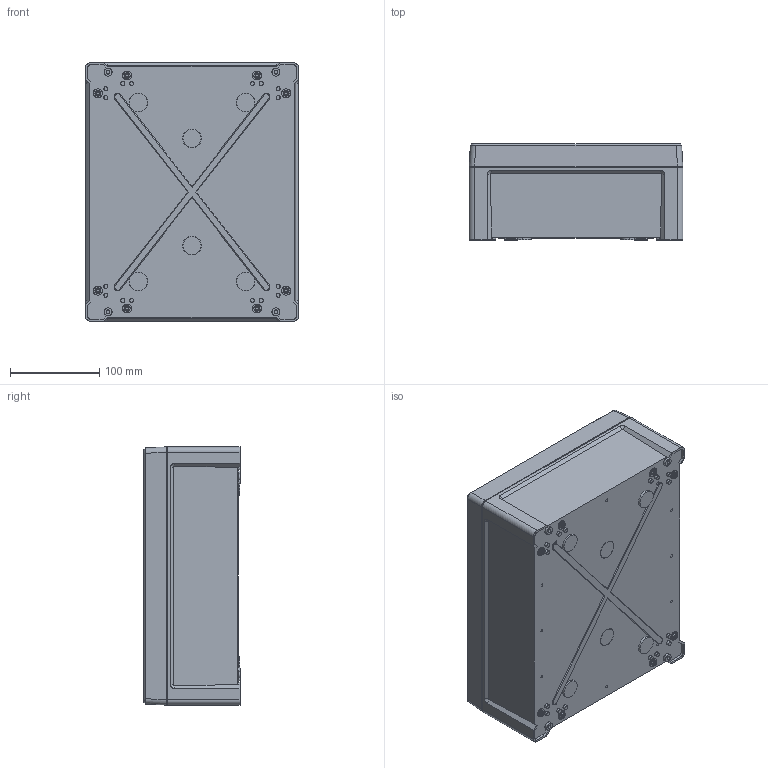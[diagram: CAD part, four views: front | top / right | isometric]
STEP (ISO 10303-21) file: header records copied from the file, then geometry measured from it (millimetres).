
FILE_DESCRIPTION (( 'STEP AP214' ), '1' );
FILE_NAME ('5814003_FIBOX_TEMPO_TA_292411.STEP', '2023-02-23T11:22:50', ( '' ), ( '' ), 'SwSTEP 2.0', 'SolidWorks 2021', '' );
FILE_SCHEMA (( 'AUTOMOTIVE_DESIGN' ));
Length unit declared in the file: millimetre
Products named in the file (4): 5814003_FIBOX_TEMPO_TA_292411; FIBOX TEMPO 2924 Base; FIBOX TEMPO 2924 Cover; Tempo cover screw
Assembly tree (6 placements, depth 2):
  5814003_FIBOX_TEMPO_TA_292411
    FIBOX TEMPO 2924 Base
    FIBOX TEMPO 2924 Cover
    Tempo cover screw  x4
Bounding box: 239 x 107.4 x 289 mm (x, y, z)
Volume: 845359 mm3; surface area: 513935.4 mm2
Topology: 6 solids, 6 shells, 1229 faces, 3074 edges, 2004 vertices
Faces by surface type: plane 523, cone 442, cylinder 172, bspline 80, torus 12
Entity records: 28481 total; most frequent: CARTESIAN_POINT 6610, DIRECTION 4610, ORIENTED_EDGE 4438, EDGE_CURVE 2219, AXIS2_PLACEMENT_3D 1770, VERTEX_POINT 1452, VECTOR 1070, LINE 1070
